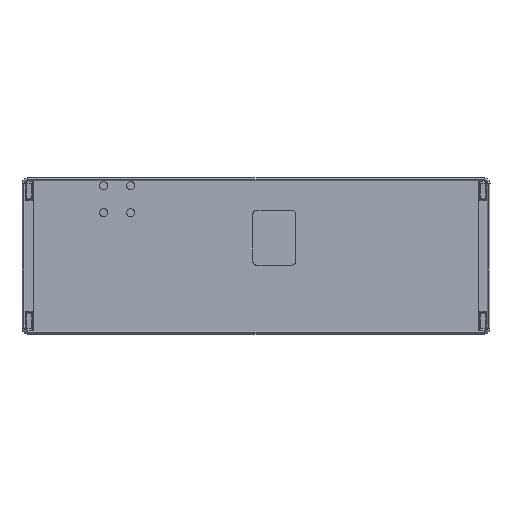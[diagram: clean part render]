
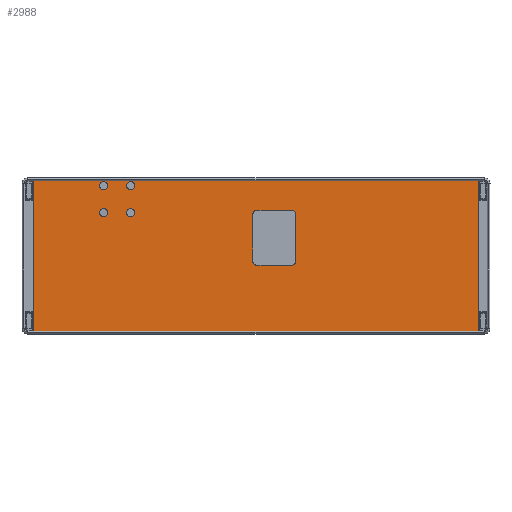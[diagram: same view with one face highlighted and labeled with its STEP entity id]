
A CAD part, top view. The second image highlights one B-rep face of the part: STEP entity #2988.
In plain terms, the highlighted planar face has unit normal (0, 0, 1).
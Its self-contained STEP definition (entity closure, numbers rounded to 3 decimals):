
#15=ELLIPSE('',#3230,2.133,2.131);
#16=ELLIPSE('',#3231,2.145,2.137);
#21=FACE_BOUND('',#525,.T.);
#22=FACE_BOUND('',#526,.T.);
#23=FACE_BOUND('',#527,.T.);
#24=FACE_BOUND('',#528,.T.);
#25=FACE_BOUND('',#529,.T.);
#68=CIRCLE('',#3118,1.5);
#70=CIRCLE('',#3122,1.5);
#72=CIRCLE('',#3126,1.5);
#74=CIRCLE('',#3130,1.5);
#112=CIRCLE('',#3212,0.3);
#122=CIRCLE('',#3227,0.3);
#123=CIRCLE('',#3228,0.3);
#124=CIRCLE('',#3229,0.3);
#125=CIRCLE('',#3232,2.106);
#126=CIRCLE('',#3233,2.101);
#340=FACE_OUTER_BOUND('',#524,.T.);
#524=EDGE_LOOP('',(#2209,#2210,#2211,#2212,#2213,#2214,#2215,#2216,#2217,
#2218,#2219,#2220,#2221,#2222,#2223,#2224));
#525=EDGE_LOOP('',(#2225,#2226,#2227,#2228,#2229,#2230,#2231,#2232));
#526=EDGE_LOOP('',(#2233));
#527=EDGE_LOOP('',(#2234));
#528=EDGE_LOOP('',(#2235));
#529=EDGE_LOOP('',(#2236));
#665=LINE('',#4372,#952);
#670=LINE('',#4386,#957);
#674=LINE('',#4398,#961);
#678=LINE('',#4410,#965);
#768=LINE('',#4764,#1055);
#769=LINE('',#4768,#1056);
#770=LINE('',#4770,#1057);
#771=LINE('',#4772,#1058);
#772=LINE('',#4774,#1059);
#773=LINE('',#4776,#1060);
#774=LINE('',#4780,#1061);
#775=LINE('',#4784,#1062);
#776=LINE('',#4786,#1063);
#777=LINE('',#4788,#1064);
#778=LINE('',#4790,#1065);
#779=LINE('',#4791,#1066);
#952=VECTOR('',#3441,10.);
#957=VECTOR('',#3454,10.);
#961=VECTOR('',#3466,10.);
#965=VECTOR('',#3478,10.);
#1055=VECTOR('',#3764,10.);
#1056=VECTOR('',#3767,10.);
#1057=VECTOR('',#3768,10.);
#1058=VECTOR('',#3769,10.);
#1059=VECTOR('',#3770,10.);
#1060=VECTOR('',#3771,10.);
#1061=VECTOR('',#3774,10.);
#1062=VECTOR('',#3777,10.);
#1063=VECTOR('',#3778,10.);
#1064=VECTOR('',#3779,10.);
#1065=VECTOR('',#3780,10.);
#1066=VECTOR('',#3781,10.);
#1239=VERTEX_POINT('',#4370);
#1240=VERTEX_POINT('',#4371);
#1243=VERTEX_POINT('',#4379);
#1245=VERTEX_POINT('',#4385);
#1247=VERTEX_POINT('',#4391);
#1249=VERTEX_POINT('',#4397);
#1251=VERTEX_POINT('',#4403);
#1253=VERTEX_POINT('',#4409);
#1333=VERTEX_POINT('',#4654);
#1334=VERTEX_POINT('',#4655);
#1349=VERTEX_POINT('',#4763);
#1350=VERTEX_POINT('',#4765);
#1351=VERTEX_POINT('',#4767);
#1352=VERTEX_POINT('',#4769);
#1353=VERTEX_POINT('',#4771);
#1354=VERTEX_POINT('',#4773);
#1355=VERTEX_POINT('',#4775);
#1356=VERTEX_POINT('',#4777);
#1357=VERTEX_POINT('',#4779);
#1358=VERTEX_POINT('',#4781);
#1359=VERTEX_POINT('',#4783);
#1360=VERTEX_POINT('',#4785);
#1361=VERTEX_POINT('',#4787);
#1362=VERTEX_POINT('',#4789);
#1363=VERTEX_POINT('',#4792);
#1364=VERTEX_POINT('',#4794);
#1365=VERTEX_POINT('',#4796);
#1366=VERTEX_POINT('',#4798);
#1513=EDGE_CURVE('',#1239,#1240,#665,.T.);
#1517=EDGE_CURVE('',#1243,#1239,#68,.T.);
#1520=EDGE_CURVE('',#1245,#1243,#670,.T.);
#1523=EDGE_CURVE('',#1247,#1245,#70,.T.);
#1526=EDGE_CURVE('',#1249,#1247,#674,.T.);
#1529=EDGE_CURVE('',#1251,#1249,#72,.T.);
#1532=EDGE_CURVE('',#1253,#1251,#678,.T.);
#1535=EDGE_CURVE('',#1240,#1253,#74,.T.);
#1652=EDGE_CURVE('',#1333,#1334,#112,.T.);
#1674=EDGE_CURVE('',#1349,#1334,#768,.T.);
#1675=EDGE_CURVE('',#1349,#1350,#122,.T.);
#1676=EDGE_CURVE('',#1350,#1351,#769,.T.);
#1677=EDGE_CURVE('',#1351,#1352,#770,.T.);
#1678=EDGE_CURVE('',#1352,#1353,#771,.T.);
#1679=EDGE_CURVE('',#1353,#1354,#772,.T.);
#1680=EDGE_CURVE('',#1354,#1355,#773,.T.);
#1681=EDGE_CURVE('',#1355,#1356,#123,.T.);
#1682=EDGE_CURVE('',#1357,#1356,#774,.T.);
#1683=EDGE_CURVE('',#1357,#1358,#124,.T.);
#1684=EDGE_CURVE('',#1358,#1359,#775,.T.);
#1685=EDGE_CURVE('',#1359,#1360,#776,.T.);
#1686=EDGE_CURVE('',#1360,#1361,#777,.T.);
#1687=EDGE_CURVE('',#1361,#1362,#778,.T.);
#1688=EDGE_CURVE('',#1362,#1333,#779,.T.);
#1689=EDGE_CURVE('',#1363,#1363,#15,.T.);
#1690=EDGE_CURVE('',#1364,#1364,#16,.T.);
#1691=EDGE_CURVE('',#1365,#1365,#125,.T.);
#1692=EDGE_CURVE('',#1366,#1366,#126,.T.);
#2209=ORIENTED_EDGE('',*,*,#1652,.T.);
#2210=ORIENTED_EDGE('',*,*,#1674,.F.);
#2211=ORIENTED_EDGE('',*,*,#1675,.T.);
#2212=ORIENTED_EDGE('',*,*,#1676,.T.);
#2213=ORIENTED_EDGE('',*,*,#1677,.T.);
#2214=ORIENTED_EDGE('',*,*,#1678,.T.);
#2215=ORIENTED_EDGE('',*,*,#1679,.T.);
#2216=ORIENTED_EDGE('',*,*,#1680,.T.);
#2217=ORIENTED_EDGE('',*,*,#1681,.T.);
#2218=ORIENTED_EDGE('',*,*,#1682,.F.);
#2219=ORIENTED_EDGE('',*,*,#1683,.T.);
#2220=ORIENTED_EDGE('',*,*,#1684,.T.);
#2221=ORIENTED_EDGE('',*,*,#1685,.T.);
#2222=ORIENTED_EDGE('',*,*,#1686,.T.);
#2223=ORIENTED_EDGE('',*,*,#1687,.T.);
#2224=ORIENTED_EDGE('',*,*,#1688,.T.);
#2225=ORIENTED_EDGE('',*,*,#1513,.T.);
#2226=ORIENTED_EDGE('',*,*,#1535,.T.);
#2227=ORIENTED_EDGE('',*,*,#1532,.T.);
#2228=ORIENTED_EDGE('',*,*,#1529,.T.);
#2229=ORIENTED_EDGE('',*,*,#1526,.T.);
#2230=ORIENTED_EDGE('',*,*,#1523,.T.);
#2231=ORIENTED_EDGE('',*,*,#1520,.T.);
#2232=ORIENTED_EDGE('',*,*,#1517,.T.);
#2233=ORIENTED_EDGE('',*,*,#1689,.T.);
#2234=ORIENTED_EDGE('',*,*,#1690,.T.);
#2235=ORIENTED_EDGE('',*,*,#1691,.T.);
#2236=ORIENTED_EDGE('',*,*,#1692,.T.);
#2871=PLANE('',#3226);
#2988=ADVANCED_FACE('',(#340,#21,#22,#23,#24,#25),#2871,.T.);
#3118=AXIS2_PLACEMENT_3D('',#4380,#3447,#3448);
#3122=AXIS2_PLACEMENT_3D('',#4392,#3459,#3460);
#3126=AXIS2_PLACEMENT_3D('',#4404,#3471,#3472);
#3130=AXIS2_PLACEMENT_3D('',#4415,#3483,#3484);
#3212=AXIS2_PLACEMENT_3D('',#4656,#3726,#3727);
#3226=AXIS2_PLACEMENT_3D('',#4762,#3762,#3763);
#3227=AXIS2_PLACEMENT_3D('',#4766,#3765,#3766);
#3228=AXIS2_PLACEMENT_3D('',#4778,#3772,#3773);
#3229=AXIS2_PLACEMENT_3D('',#4782,#3775,#3776);
#3230=AXIS2_PLACEMENT_3D('',#4793,#3782,#3783);
#3231=AXIS2_PLACEMENT_3D('',#4795,#3784,#3785);
#3232=AXIS2_PLACEMENT_3D('',#4797,#3786,#3787);
#3233=AXIS2_PLACEMENT_3D('',#4799,#3788,#3789);
#3441=DIRECTION('',(1.,0.,0.));
#3447=DIRECTION('center_axis',(0.,0.,-1.));
#3448=DIRECTION('ref_axis',(0.,1.,0.));
#3454=DIRECTION('',(0.,1.,0.));
#3459=DIRECTION('center_axis',(0.,0.,-1.));
#3460=DIRECTION('ref_axis',(-1.,0.,0.));
#3466=DIRECTION('',(-1.,0.,0.));
#3471=DIRECTION('center_axis',(0.,0.,-1.));
#3472=DIRECTION('ref_axis',(0.,-1.,0.));
#3478=DIRECTION('',(0.,-1.,0.));
#3483=DIRECTION('center_axis',(0.,0.,-1.));
#3484=DIRECTION('ref_axis',(1.,0.,0.));
#3726=DIRECTION('center_axis',(0.,0.,1.));
#3727=DIRECTION('ref_axis',(-0.707,-0.707,0.));
#3762=DIRECTION('center_axis',(0.,0.,1.));
#3763=DIRECTION('ref_axis',(-1.,0.,0.));
#3764=DIRECTION('',(-1.,0.,0.));
#3765=DIRECTION('center_axis',(0.,0.,1.));
#3766=DIRECTION('ref_axis',(0.707,-0.707,0.));
#3767=DIRECTION('',(0.,1.,0.));
#3768=DIRECTION('',(0.,1.,0.));
#3769=DIRECTION('',(0.,1.,0.));
#3770=DIRECTION('',(0.,1.,0.));
#3771=DIRECTION('',(0.,1.,0.));
#3772=DIRECTION('center_axis',(0.,0.,1.));
#3773=DIRECTION('ref_axis',(0.707,0.707,0.));
#3774=DIRECTION('',(1.,0.,0.));
#3775=DIRECTION('center_axis',(0.,0.,1.));
#3776=DIRECTION('ref_axis',(-0.707,0.707,0.));
#3777=DIRECTION('',(0.,-1.,0.));
#3778=DIRECTION('',(0.,-1.,0.));
#3779=DIRECTION('',(0.,-1.,0.));
#3780=DIRECTION('',(0.,-1.,0.));
#3781=DIRECTION('',(0.,-1.,0.));
#3782=DIRECTION('center_axis',(0.,0.,-1.));
#3783=DIRECTION('ref_axis',(0.866,-0.5,0.));
#3784=DIRECTION('center_axis',(0.,0.,-1.));
#3785=DIRECTION('ref_axis',(-0.001,-1.,0.));
#3786=DIRECTION('center_axis',(0.,0.,-1.));
#3787=DIRECTION('ref_axis',(-1.,0.,0.));
#3788=DIRECTION('center_axis',(0.,0.,-1.));
#3789=DIRECTION('ref_axis',(-1.,0.,0.));
#4370=CARTESIAN_POINT('',(159.5,-60.,4.01));
#4371=CARTESIAN_POINT('',(178.5,-60.,4.01));
#4372=CARTESIAN_POINT('',(159.525,-60.,4.01));
#4379=CARTESIAN_POINT('',(158.,-61.5,4.01));
#4380=CARTESIAN_POINT('Origin',(159.5,-61.5,4.01));
#4385=CARTESIAN_POINT('',(158.,-86.5,4.01));
#4386=CARTESIAN_POINT('',(158.,-84.925,4.01));
#4391=CARTESIAN_POINT('',(159.5,-88.,4.01));
#4392=CARTESIAN_POINT('Origin',(159.5,-86.5,4.01));
#4397=CARTESIAN_POINT('',(178.5,-88.,4.01));
#4398=CARTESIAN_POINT('',(169.025,-88.,4.01));
#4403=CARTESIAN_POINT('',(180.,-86.5,4.01));
#4404=CARTESIAN_POINT('Origin',(178.5,-86.5,4.01));
#4409=CARTESIAN_POINT('',(180.,-61.5,4.01));
#4410=CARTESIAN_POINT('',(180.,-72.425,4.01));
#4415=CARTESIAN_POINT('Origin',(178.5,-61.5,4.01));
#4654=CARTESIAN_POINT('',(44.6,-121.8,4.01));
#4655=CARTESIAN_POINT('',(44.9,-122.1,4.01));
#4656=CARTESIAN_POINT('Origin',(44.9,-121.8,4.01));
#4762=CARTESIAN_POINT('Origin',(159.55,-83.35,4.01));
#4763=CARTESIAN_POINT('',(274.2,-122.1,4.01));
#4764=CARTESIAN_POINT('',(218.425,-122.1,4.01));
#4765=CARTESIAN_POINT('',(274.5,-121.8,4.01));
#4766=CARTESIAN_POINT('Origin',(274.2,-121.8,4.01));
#4767=CARTESIAN_POINT('',(274.5,-121.2,4.01));
#4768=CARTESIAN_POINT('',(274.5,-102.275,4.01));
#4769=CARTESIAN_POINT('',(274.5,-112.1,4.01));
#4770=CARTESIAN_POINT('',(274.5,-97.725,4.01));
#4771=CARTESIAN_POINT('',(274.5,-54.6,4.01));
#4772=CARTESIAN_POINT('',(274.5,-68.975,4.01));
#4773=CARTESIAN_POINT('',(274.5,-45.5,4.01));
#4774=CARTESIAN_POINT('',(274.5,-64.425,4.01));
#4775=CARTESIAN_POINT('',(274.5,-44.9,4.01));
#4776=CARTESIAN_POINT('',(274.5,-63.975,4.01));
#4777=CARTESIAN_POINT('',(274.2,-44.6,4.01));
#4778=CARTESIAN_POINT('Origin',(274.2,-44.9,4.01));
#4779=CARTESIAN_POINT('',(44.9,-44.6,4.01));
#4780=CARTESIAN_POINT('',(100.675,-44.6,4.01));
#4781=CARTESIAN_POINT('',(44.6,-44.9,4.01));
#4782=CARTESIAN_POINT('Origin',(44.9,-44.9,4.01));
#4783=CARTESIAN_POINT('',(44.6,-45.5,4.01));
#4784=CARTESIAN_POINT('',(44.6,-64.425,4.01));
#4785=CARTESIAN_POINT('',(44.6,-54.6,4.01));
#4786=CARTESIAN_POINT('',(44.6,-68.975,4.01));
#4787=CARTESIAN_POINT('',(44.6,-112.1,4.01));
#4788=CARTESIAN_POINT('',(44.6,-97.725,4.01));
#4789=CARTESIAN_POINT('',(44.6,-121.2,4.01));
#4790=CARTESIAN_POINT('',(44.6,-102.275,4.01));
#4791=CARTESIAN_POINT('',(44.6,-102.725,4.01));
#4792=CARTESIAN_POINT('',(93.784,-62.894,4.01));
#4793=CARTESIAN_POINT('Origin',(94.849,-61.049,4.01));
#4794=CARTESIAN_POINT('',(78.813,-61.031,4.01));
#4795=CARTESIAN_POINT('Origin',(80.95,-61.033,4.01));
#4796=CARTESIAN_POINT('',(83.006,-47.1,4.01));
#4797=CARTESIAN_POINT('Origin',(80.9,-47.1,4.01));
#4798=CARTESIAN_POINT('',(97.001,-47.1,4.01));
#4799=CARTESIAN_POINT('Origin',(94.9,-47.1,4.01));
